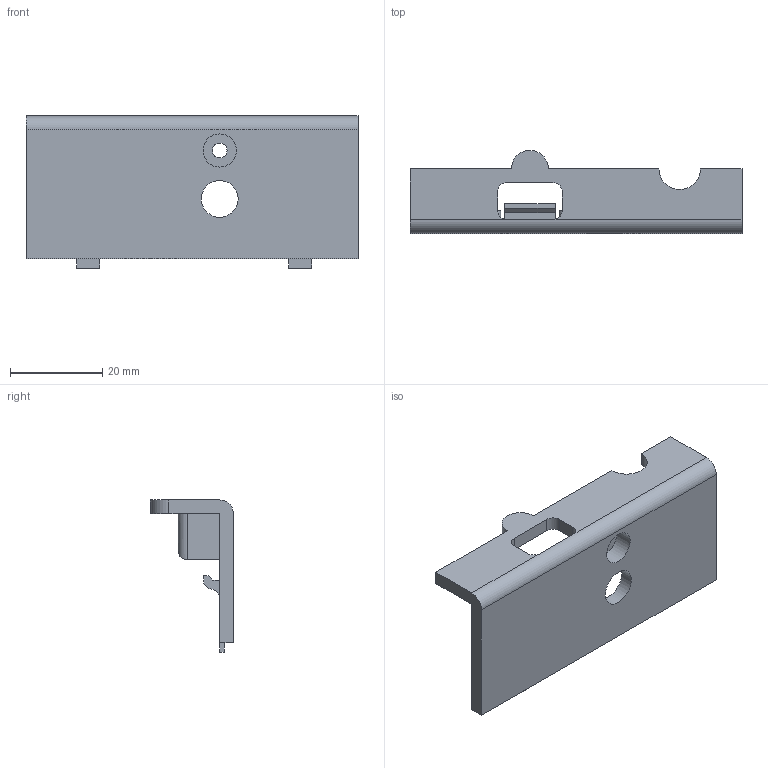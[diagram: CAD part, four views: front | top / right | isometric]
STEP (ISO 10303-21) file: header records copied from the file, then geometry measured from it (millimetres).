
FILE_DESCRIPTION(/* description */ (''),/* implementation_level */ '2;1');
FILE_NAME(/* name */ 'Connector_Cover v9.step',/* time_stamp */ '2025-04-26T08:43:08+02:00',/* author */ (''),/* organization */ (''),/* preprocessor_version */ 'ST-DEVELOPER v20.1',/* originating_system */ 'Autodesk Translation Framework v14.4.0.0',/* authorisation */ '');
FILE_SCHEMA (('CONFIG_CONTROL_DESIGN','AUTOMOTIVE_DESIGN { 1 0 10303 214 3 1 1 }','INTEGRATED_CNC_SCHEMA'));
Length unit declared in the file: millimetre
Products named in the file (1): Connector_Cover
Bounding box: 72 x 18 x 33 mm (x, y, z)
Volume: 8873.6 mm3; surface area: 7136.5 mm2
Topology: 1 solids, 1 shells, 61 faces, 169 edges, 111 vertices
Faces by surface type: plane 42, cylinder 19
Full cylindrical faces by diameter (mm): 2.3 x2, 3.2 x1, 7.2 x1, 8 x1
Entity records: 1985 total; most frequent: CARTESIAN_POINT 342, ORIENTED_EDGE 338, DIRECTION 330, EDGE_CURVE 169, LINE 132, VECTOR 132, VERTEX_POINT 111, AXIS2_PLACEMENT_3D 99
